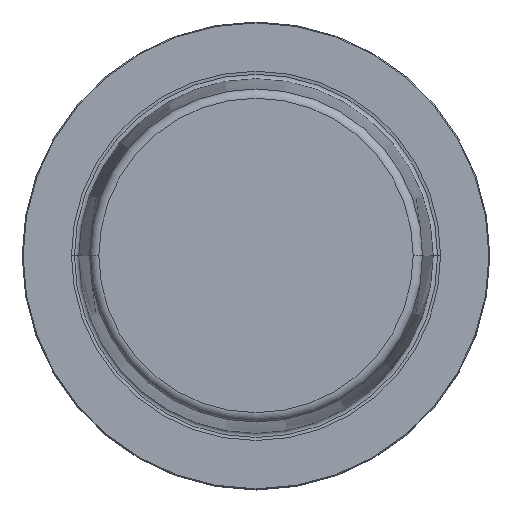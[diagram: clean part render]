
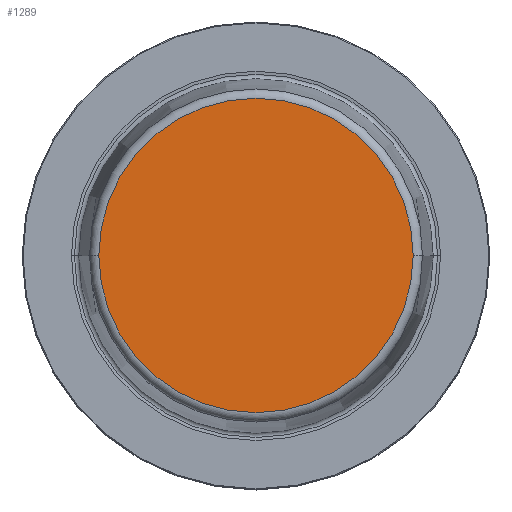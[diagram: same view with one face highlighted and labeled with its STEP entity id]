
A CAD part, top view. The second image highlights one B-rep face of the part: STEP entity #1289.
In plain terms, the highlighted planar face has unit normal (0, 0, 1).
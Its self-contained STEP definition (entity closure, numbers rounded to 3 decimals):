
#330=CARTESIAN_POINT('',(0.,0.,49.9));
#331=DIRECTION('',(0.,0.,1.));
#332=DIRECTION('',(1.,0.,0.));
#333=AXIS2_PLACEMENT_3D('',#330,#331,#332);
#338=CARTESIAN_POINT('',(0.,0.,49.9));
#339=DIRECTION('',(0.,0.,-1.));
#340=DIRECTION('',(1.,0.,0.));
#341=AXIS2_PLACEMENT_3D('',#338,#339,#340);
#902=CARTESIAN_POINT('',(33.605,0.,49.9));
#903=VERTEX_POINT('',#902);
#918=CARTESIAN_POINT('',(-33.605,0.,49.9));
#919=VERTEX_POINT('',#918);
#1280=CARTESIAN_POINT('',(0.,0.,49.9));
#1281=DIRECTION('',(0.,0.,-1.));
#1282=DIRECTION('',(-1.,0.,0.));
#1283=AXIS2_PLACEMENT_3D('',#1280,#1281,#1282);
#1284=PLANE('',#1283);
#1285=ORIENTED_EDGE('',*,*,#1273,.F.);
#1286=ORIENTED_EDGE('',*,*,#1262,.T.);
#1287=EDGE_LOOP('',(#1285,#1286));
#1288=FACE_OUTER_BOUND('',#1287,.F.);
#334=CIRCLE('',#333,33.605);
#342=CIRCLE('',#341,33.605);
#1262=EDGE_CURVE('',#903,#919,#342,.T.);
#1273=EDGE_CURVE('',#903,#919,#334,.T.);
#1289=ADVANCED_FACE('',(#1288),#1284,.F.);
